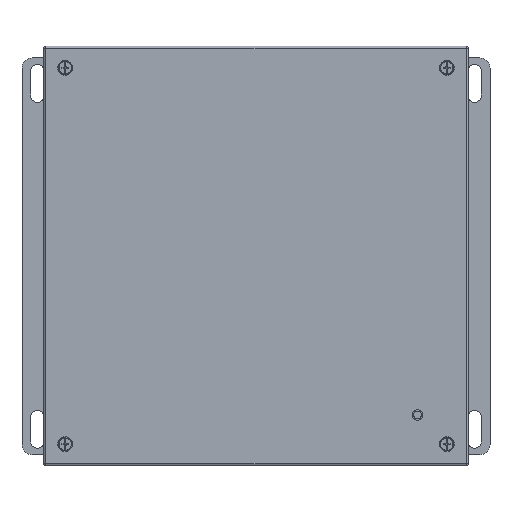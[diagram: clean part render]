
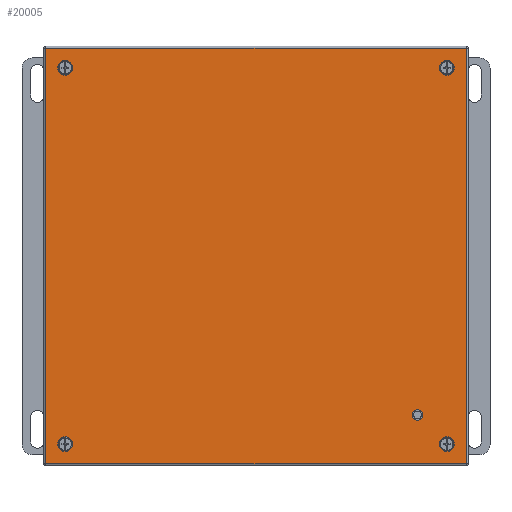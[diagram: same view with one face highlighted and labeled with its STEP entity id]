
A CAD part, top view. The second image highlights one B-rep face of the part: STEP entity #20005.
In plain terms, the highlighted planar face has unit normal (0, 0, 1).
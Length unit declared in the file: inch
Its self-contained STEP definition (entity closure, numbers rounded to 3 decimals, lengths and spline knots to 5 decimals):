
#333 = EDGE_CURVE ( 'NONE', #12056, #39066, #16316, .T. ) ;
#722 = VERTEX_POINT ( 'NONE', #27229 ) ;
#1068 = DIRECTION ( 'NONE',  ( -1., 0., 0. ) ) ;
#1243 = CARTESIAN_POINT ( 'NONE',  ( 0.3751, 9.625, 4.135 ) ) ;
#1368 = EDGE_LOOP ( 'NONE', ( #30939 ) ) ;
#1492 = DIRECTION ( 'NONE',  ( -1., 0., 0. ) ) ;
#2144 = CIRCLE ( 'NONE', #25389, 0.133 ) ;
#3011 = VERTEX_POINT ( 'NONE', #41696 ) ;
#3049 = EDGE_LOOP ( 'NONE', ( #16286 ) ) ;
#3281 = CIRCLE ( 'NONE', #7386, 0.09655 ) ;
#3350 = CARTESIAN_POINT ( 'NONE',  ( -0.10615, 10.10625, 4.135 ) ) ;
#3487 = FACE_BOUND ( 'NONE', #34187, .T. ) ;
#3688 = FACE_OUTER_BOUND ( 'NONE', #31533, .T. ) ;
#3912 = DIRECTION ( 'NONE',  ( 0., 0., -1. ) ) ;
#5037 = ORIENTED_EDGE ( 'NONE', *, *, #333, .T. ) ;
#5142 = DIRECTION ( 'NONE',  ( 0., 0., -1. ) ) ;
#5162 = DIRECTION ( 'NONE',  ( 1., 0., 0. ) ) ;
#5699 = CARTESIAN_POINT ( 'NONE',  ( 0.2421, 0.3749, 4.135 ) ) ;
#5706 = DIRECTION ( 'NONE',  ( -1., 0., 0. ) ) ;
#5739 = ORIENTED_EDGE ( 'NONE', *, *, #40125, .T. ) ;
#6111 = EDGE_CURVE ( 'NONE', #3011, #3011, #36643, .T. ) ;
#6710 = FACE_BOUND ( 'NONE', #3049, .T. ) ;
#7193 = AXIS2_PLACEMENT_3D ( 'NONE', #29938, #3912, #13527 ) ;
#7308 = DIRECTION ( 'NONE',  ( 0., 0., -1. ) ) ;
#7386 = AXIS2_PLACEMENT_3D ( 'NONE', #23767, #7308, #1068 ) ;
#7461 = CARTESIAN_POINT ( 'NONE',  ( -0.10615, -0.10635, 4.135 ) ) ;
#7819 = VERTEX_POINT ( 'NONE', #36880 ) ;
#9193 = ORIENTED_EDGE ( 'NONE', *, *, #16694, .T. ) ;
#9310 = ORIENTED_EDGE ( 'NONE', *, *, #34363, .T. ) ;
#10339 = FACE_BOUND ( 'NONE', #22890, .T. ) ;
#10978 = EDGE_CURVE ( 'NONE', #24756, #33633, #40495, .T. ) ;
#11591 = CARTESIAN_POINT ( 'NONE',  ( 10.28127, -0.10635, 4.135 ) ) ;
#11827 = DIRECTION ( 'NONE',  ( 0., 0., -1. ) ) ;
#12020 = ORIENTED_EDGE ( 'NONE', *, *, #10978, .T. ) ;
#12056 = VERTEX_POINT ( 'NONE', #3350 ) ;
#12916 = VECTOR ( 'NONE', #40719, 39.37008 ) ;
#13527 = DIRECTION ( 'NONE',  ( -1., 0., 0. ) ) ;
#13906 = CARTESIAN_POINT ( 'NONE',  ( 10.28127, 10.10625, 4.135 ) ) ;
#13940 = VECTOR ( 'NONE', #5162, 39.37008 ) ;
#14345 = LINE ( 'NONE', #13906, #17008 ) ;
#16199 = CARTESIAN_POINT ( 'NONE',  ( 9.75, 9.625, 4.135 ) ) ;
#16286 = ORIENTED_EDGE ( 'NONE', *, *, #22396, .T. ) ;
#16316 = LINE ( 'NONE', #20111, #22689 ) ;
#16350 = FACE_BOUND ( 'NONE', #32117, .T. ) ;
#16694 = EDGE_CURVE ( 'NONE', #33633, #12056, #14345, .T. ) ;
#17008 = VECTOR ( 'NONE', #1492, 39.37008 ) ;
#18242 = AXIS2_PLACEMENT_3D ( 'NONE', #1243, #36709, #33300 ) ;
#18673 = CIRCLE ( 'NONE', #24144, 0.133 ) ;
#20005 = ADVANCED_FACE ( 'NONE', ( #10339, #3487, #16350, #6710, #29310, #3688 ), #32538, .F. ) ;
#20111 = CARTESIAN_POINT ( 'NONE',  ( -0.10615, 8.05245, 4.135 ) ) ;
#20843 = CIRCLE ( 'NONE', #24941, 0.133 ) ;
#21038 = CARTESIAN_POINT ( 'NONE',  ( 9.75, 0.3749, 4.135 ) ) ;
#21102 = EDGE_CURVE ( 'NONE', #21964, #21964, #2144, .T. ) ;
#21328 = VERTEX_POINT ( 'NONE', #5699 ) ;
#21414 = CARTESIAN_POINT ( 'NONE',  ( 0.3751, 0.3749, 4.135 ) ) ;
#21624 = CARTESIAN_POINT ( 'NONE',  ( 10.23125, 10.10625, 4.135 ) ) ;
#21964 = VERTEX_POINT ( 'NONE', #41007 ) ;
#22396 = EDGE_CURVE ( 'NONE', #21328, #21328, #18673, .T. ) ;
#22689 = VECTOR ( 'NONE', #29278, 39.37008 ) ;
#22890 = EDGE_LOOP ( 'NONE', ( #5739 ) ) ;
#23608 = CARTESIAN_POINT ( 'NONE',  ( 10.23125, 8.05245, 4.135 ) ) ;
#23767 = CARTESIAN_POINT ( 'NONE',  ( 9.03125, 1.09365, 4.135 ) ) ;
#23789 = EDGE_CURVE ( 'NONE', #39066, #24756, #38084, .T. ) ;
#24144 = AXIS2_PLACEMENT_3D ( 'NONE', #21414, #5142, #40875 ) ;
#24167 = ORIENTED_EDGE ( 'NONE', *, *, #23789, .T. ) ;
#24756 = VERTEX_POINT ( 'NONE', #38929 ) ;
#24941 = AXIS2_PLACEMENT_3D ( 'NONE', #16199, #42015, #5706 ) ;
#25389 = AXIS2_PLACEMENT_3D ( 'NONE', #21038, #11827, #37482 ) ;
#27229 = CARTESIAN_POINT ( 'NONE',  ( 9.617, 9.625, 4.135 ) ) ;
#27996 = ORIENTED_EDGE ( 'NONE', *, *, #21102, .T. ) ;
#29278 = DIRECTION ( 'NONE',  ( 0., -1., 0. ) ) ;
#29310 = FACE_BOUND ( 'NONE', #1368, .T. ) ;
#29938 = CARTESIAN_POINT ( 'NONE',  ( 10.28127, 8.05245, 4.135 ) ) ;
#30939 = ORIENTED_EDGE ( 'NONE', *, *, #6111, .T. ) ;
#31533 = EDGE_LOOP ( 'NONE', ( #5037, #24167, #12020, #9193 ) ) ;
#32117 = EDGE_LOOP ( 'NONE', ( #27996 ) ) ;
#32538 = PLANE ( 'NONE',  #7193 ) ;
#33300 = DIRECTION ( 'NONE',  ( -1., 0., 0. ) ) ;
#33633 = VERTEX_POINT ( 'NONE', #21624 ) ;
#34187 = EDGE_LOOP ( 'NONE', ( #9310 ) ) ;
#34363 = EDGE_CURVE ( 'NONE', #7819, #7819, #3281, .T. ) ;
#36643 = CIRCLE ( 'NONE', #18242, 0.133 ) ;
#36709 = DIRECTION ( 'NONE',  ( 0., 0., -1. ) ) ;
#36880 = CARTESIAN_POINT ( 'NONE',  ( 8.9347, 1.09365, 4.135 ) ) ;
#37482 = DIRECTION ( 'NONE',  ( -1., 0., 0. ) ) ;
#38084 = LINE ( 'NONE', #11591, #13940 ) ;
#38929 = CARTESIAN_POINT ( 'NONE',  ( 10.23125, -0.10635, 4.135 ) ) ;
#39066 = VERTEX_POINT ( 'NONE', #7461 ) ;
#40125 = EDGE_CURVE ( 'NONE', #722, #722, #20843, .T. ) ;
#40495 = LINE ( 'NONE', #23608, #12916 ) ;
#40719 = DIRECTION ( 'NONE',  ( 0., 1., 0. ) ) ;
#40875 = DIRECTION ( 'NONE',  ( -1., 0., 0. ) ) ;
#41007 = CARTESIAN_POINT ( 'NONE',  ( 9.617, 0.3749, 4.135 ) ) ;
#41696 = CARTESIAN_POINT ( 'NONE',  ( 0.2421, 9.625, 4.135 ) ) ;
#42015 = DIRECTION ( 'NONE',  ( 0., 0., -1. ) ) ;
